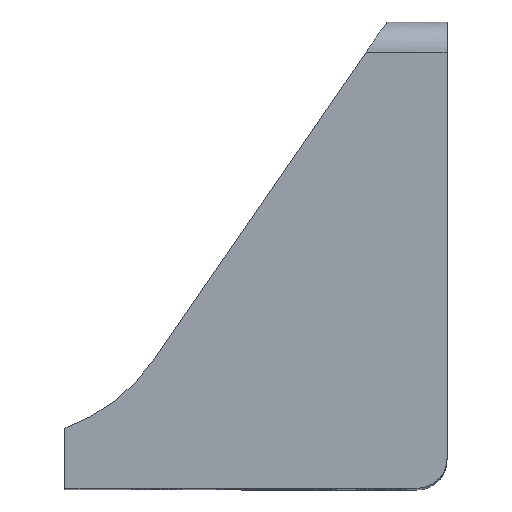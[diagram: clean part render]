
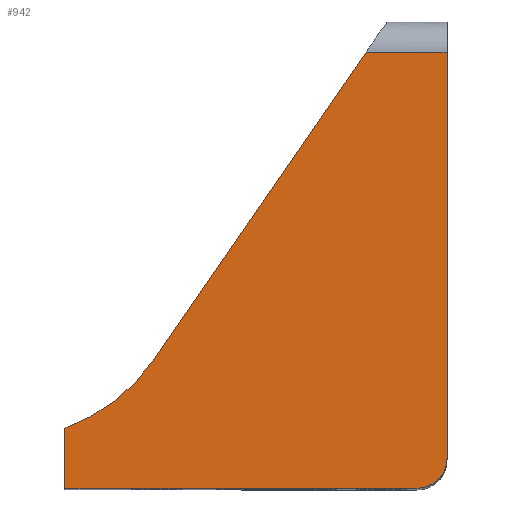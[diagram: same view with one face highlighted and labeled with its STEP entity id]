
A CAD part, top view. The second image highlights one B-rep face of the part: STEP entity #942.
In plain terms, the highlighted planar face has unit normal (0, 0, 1).
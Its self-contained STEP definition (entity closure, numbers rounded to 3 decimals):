
#81=FACE_OUTER_BOUND('',#139,.T.);
#139=EDGE_LOOP('',(#679,#680,#681,#682,#683,#684,#685));
#209=LINE('',#1439,#293);
#214=LINE('',#1472,#298);
#216=LINE('',#1478,#300);
#217=LINE('',#1481,#301);
#218=LINE('',#1484,#302);
#293=VECTOR('',#1139,10.);
#298=VECTOR('',#1168,10.);
#300=VECTOR('',#1174,10.);
#301=VECTOR('',#1177,10.);
#302=VECTOR('',#1180,10.);
#381=CIRCLE('',#1031,12.);
#382=CIRCLE('',#1032,2.);
#426=VERTEX_POINT('',#1435);
#428=VERTEX_POINT('',#1438);
#443=VERTEX_POINT('',#1469);
#444=VERTEX_POINT('',#1471);
#446=VERTEX_POINT('',#1477);
#447=VERTEX_POINT('',#1479);
#448=VERTEX_POINT('',#1482);
#520=EDGE_CURVE('',#428,#426,#209,.T.);
#536=EDGE_CURVE('',#443,#444,#214,.T.);
#539=EDGE_CURVE('',#443,#446,#216,.T.);
#540=EDGE_CURVE('',#446,#447,#381,.F.);
#541=EDGE_CURVE('',#447,#428,#217,.T.);
#542=EDGE_CURVE('',#448,#426,#382,.T.);
#543=EDGE_CURVE('',#448,#444,#218,.T.);
#679=ORIENTED_EDGE('',*,*,#536,.F.);
#680=ORIENTED_EDGE('',*,*,#539,.T.);
#681=ORIENTED_EDGE('',*,*,#540,.T.);
#682=ORIENTED_EDGE('',*,*,#541,.T.);
#683=ORIENTED_EDGE('',*,*,#520,.T.);
#684=ORIENTED_EDGE('',*,*,#542,.F.);
#685=ORIENTED_EDGE('',*,*,#543,.T.);
#915=PLANE('',#1030);
#942=ADVANCED_FACE('',(#81),#915,.T.);
#1030=AXIS2_PLACEMENT_3D('',#1476,#1172,#1173);
#1031=AXIS2_PLACEMENT_3D('',#1480,#1175,#1176);
#1032=AXIS2_PLACEMENT_3D('',#1483,#1178,#1179);
#1139=DIRECTION('',(1.,0.,0.));
#1168=DIRECTION('',(1.,0.,0.));
#1172=DIRECTION('center_axis',(0.,0.,1.));
#1173=DIRECTION('ref_axis',(1.,0.,0.));
#1174=DIRECTION('',(-0.568,-0.823,0.));
#1175=DIRECTION('center_axis',(0.,0.,1.));
#1176=DIRECTION('ref_axis',(0.334,-0.942,0.));
#1177=DIRECTION('',(0.,-1.,0.));
#1178=DIRECTION('center_axis',(0.,0.,-1.));
#1179=DIRECTION('ref_axis',(0.707,-0.707,0.));
#1180=DIRECTION('',(0.,1.,0.));
#1435=CARTESIAN_POINT('',(2.685,0.,66.35));
#1438=CARTESIAN_POINT('',(-20.715,0.,66.35));
#1439=CARTESIAN_POINT('',(-20.715,0.,66.35));
#1469=CARTESIAN_POINT('',(-0.696,29.,66.35));
#1471=CARTESIAN_POINT('',(4.685,29.,66.35));
#1472=CARTESIAN_POINT('',(-1.665,29.,66.35));
#1476=CARTESIAN_POINT('Origin',(-8.015,15.5,66.35));
#1477=CARTESIAN_POINT('',(-14.853,8.492,66.35));
#1478=CARTESIAN_POINT('',(0.685,31.,66.35));
#1479=CARTESIAN_POINT('',(-20.715,4.,66.35));
#1480=CARTESIAN_POINT('Origin',(-24.729,15.309,66.35));
#1481=CARTESIAN_POINT('',(-20.715,4.,66.35));
#1482=CARTESIAN_POINT('',(4.685,2.,66.35));
#1483=CARTESIAN_POINT('Origin',(2.685,2.,66.35));
#1484=CARTESIAN_POINT('',(4.685,0.,66.35));
